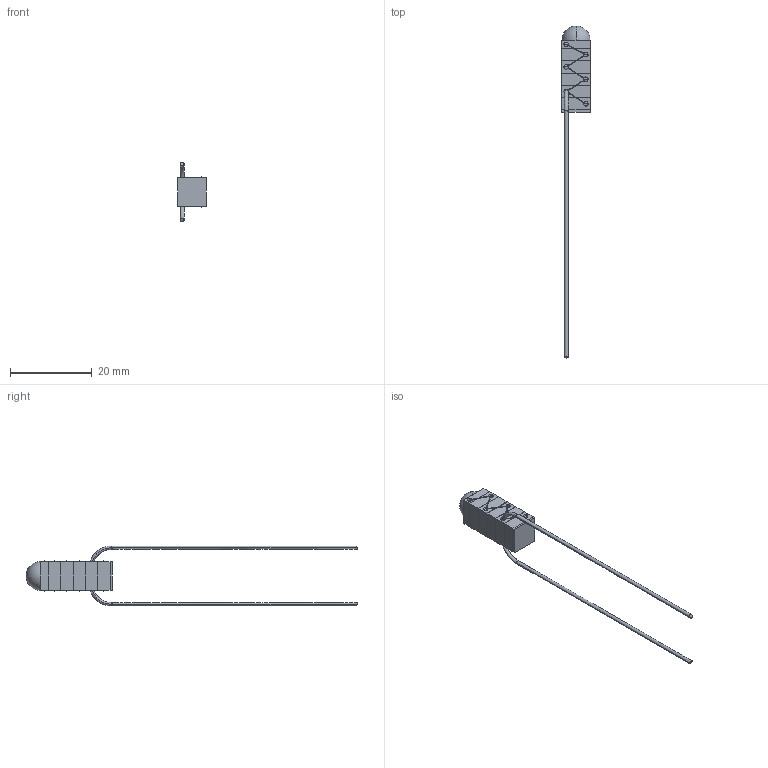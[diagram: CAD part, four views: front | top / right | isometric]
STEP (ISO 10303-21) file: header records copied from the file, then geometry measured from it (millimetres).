
FILE_DESCRIPTION (( 'STEP AP214' ), '1' );
FILE_NAME ('CTN003159.STEP', '2016-07-11T05:09:05', ( '' ), ( '' ), 'SwSTEP 2.0', 'SolidWorks 2016', '' );
FILE_SCHEMA (( 'AUTOMOTIVE_DESIGN' ));
Length unit declared in the file: millimetre
Products named in the file (1): CTN003159
Bounding box: 7 x 81.15 x 14.66 mm (x, y, z)
Volume: 1870.1 mm3; surface area: 2758.2 mm2
Topology: 4 solids, 4 shells, 213 faces, 610 edges, 403 vertices
Faces by surface type: plane 117, cylinder 36, bspline 34, sphere 26
Entity records: 9324 total; most frequent: CARTESIAN_POINT 3295, ORIENTED_EDGE 1212, DIRECTION 908, EDGE_CURVE 606, VERTEX_POINT 401, AXIS2_PLACEMENT_3D 310, VECTOR 288, LINE 288
